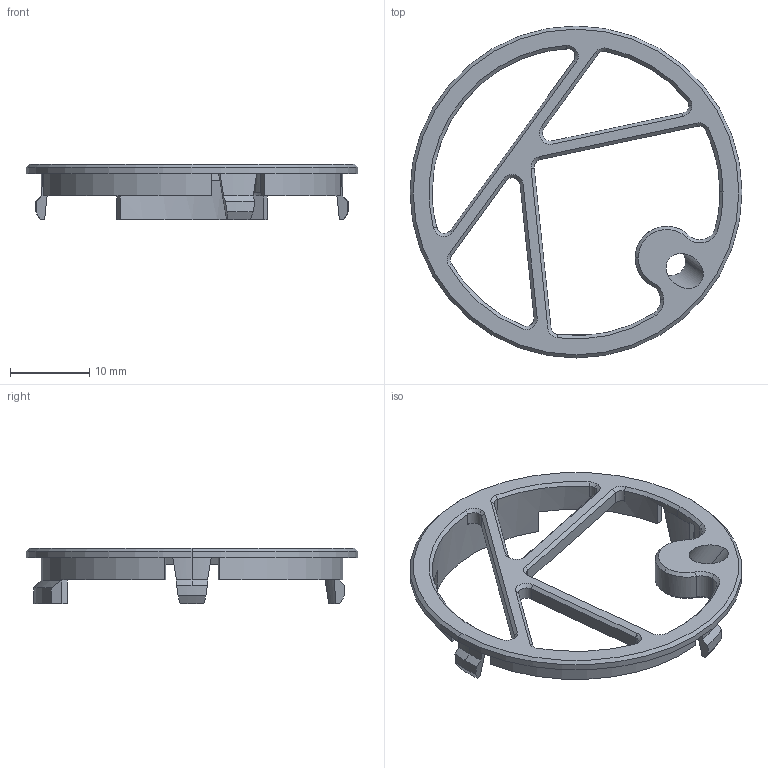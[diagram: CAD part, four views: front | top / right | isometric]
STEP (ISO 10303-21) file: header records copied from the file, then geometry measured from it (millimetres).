
FILE_DESCRIPTION (( 'STEP AP214' ), '1' );
FILE_NAME ('ExhaustDuct_RC2.STEP', '2022-03-08T09:36:50', ( '' ), ( '' ), 'SwSTEP 2.0', 'SolidWorks 2021', '' );
FILE_SCHEMA (( 'AUTOMOTIVE_DESIGN' ));
Length unit declared in the file: millimetre
Products named in the file (1): ExhaustDuct_RC2
Bounding box: 42 x 42 x 7 mm (x, y, z)
Volume: 1244.2 mm3; surface area: 2560 mm2
Topology: 1 solids, 1 shells, 125 faces, 338 edges, 213 vertices
Faces by surface type: cone 45, plane 42, cylinder 38
Entity records: 4005 total; most frequent: CARTESIAN_POINT 803, DIRECTION 689, ORIENTED_EDGE 676, EDGE_CURVE 338, AXIS2_PLACEMENT_3D 267, VERTEX_POINT 213, VECTOR 155, LINE 155
